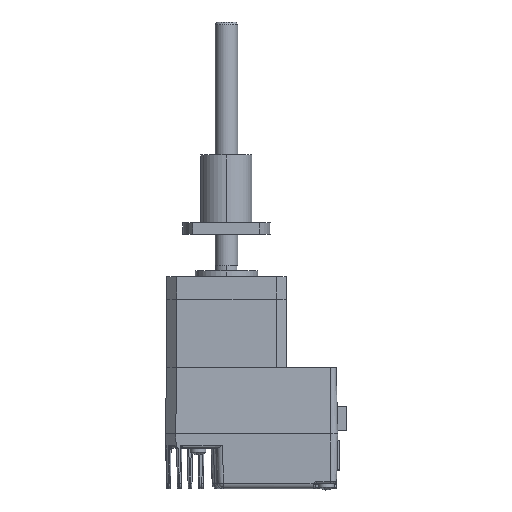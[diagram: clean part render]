
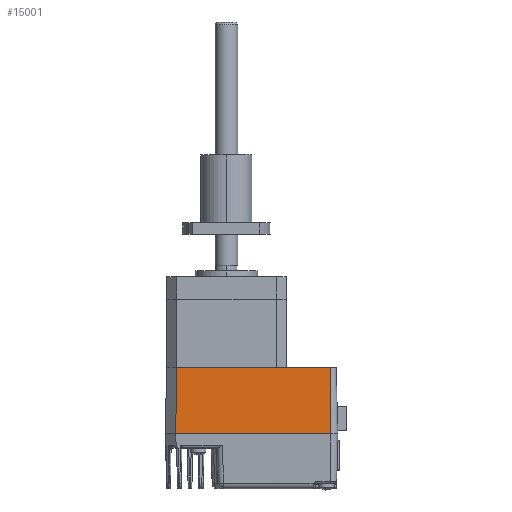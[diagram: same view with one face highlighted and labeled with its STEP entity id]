
A CAD part, top view. The second image highlights one B-rep face of the part: STEP entity #15001.
In plain terms, the highlighted planar face has unit normal (0, 0.026, 1).
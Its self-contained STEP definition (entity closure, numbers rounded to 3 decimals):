
#314 = CARTESIAN_POINT ( 'NONE',  ( -14.336, -74.408, 76.265 ) ) ;
#555 = VECTOR ( 'NONE', #2527, 1000. ) ;
#1014 = LINE ( 'NONE', #13821, #555 ) ;
#2248 = CARTESIAN_POINT ( 'NONE',  ( -14.081, -50.908, 75.65 ) ) ;
#2265 = CARTESIAN_POINT ( 'NONE',  ( 40.319, -74.408, 76.265 ) ) ;
#2446 = CARTESIAN_POINT ( 'NONE',  ( -14.081, -50.908, 75.65 ) ) ;
#2527 = DIRECTION ( 'NONE',  ( -0.011, -1., 0.026 ) ) ;
#3072 = ORIENTED_EDGE ( 'NONE', *, *, #12435, .T. ) ;
#4306 = LINE ( 'NONE', #9488, #18143 ) ;
#4375 = CARTESIAN_POINT ( 'NONE',  ( 40.319, -50.908, 75.65 ) ) ;
#4586 = VERTEX_POINT ( 'NONE', #4375 ) ;
#5421 = AXIS2_PLACEMENT_3D ( 'NONE', #2248, #17719, #13434 ) ;
#5576 = EDGE_CURVE ( 'NONE', #11330, #5745, #10722, .T. ) ;
#5745 = VERTEX_POINT ( 'NONE', #2265 ) ;
#5807 = VERTEX_POINT ( 'NONE', #2446 ) ;
#6011 = ORIENTED_EDGE ( 'NONE', *, *, #11179, .T. ) ;
#6321 = ORIENTED_EDGE ( 'NONE', *, *, #5576, .T. ) ;
#6924 = FACE_OUTER_BOUND ( 'NONE', #13588, .T. ) ;
#7772 = CARTESIAN_POINT ( 'NONE',  ( -14.081, -74.408, 76.265 ) ) ;
#7931 = PLANE ( 'NONE',  #5421 ) ;
#9488 = CARTESIAN_POINT ( 'NONE',  ( -14.081, -50.908, 75.65 ) ) ;
#10722 = LINE ( 'NONE', #7772, #11376 ) ;
#10931 = DIRECTION ( 'NONE',  ( -1., 0., 0. ) ) ;
#11081 = VECTOR ( 'NONE', #15746, 1000. ) ;
#11179 = EDGE_CURVE ( 'NONE', #5807, #11330, #1014, .T. ) ;
#11295 = EDGE_CURVE ( 'NONE', #5745, #4586, #16389, .T. ) ;
#11330 = VERTEX_POINT ( 'NONE', #314 ) ;
#11376 = VECTOR ( 'NONE', #13202, 1000. ) ;
#12435 = EDGE_CURVE ( 'NONE', #4586, #5807, #4306, .T. ) ;
#12891 = CARTESIAN_POINT ( 'NONE',  ( 40.319, -50.908, 75.65 ) ) ;
#13202 = DIRECTION ( 'NONE',  ( 1., 0., 0. ) ) ;
#13434 = DIRECTION ( 'NONE',  ( 0., -1., 0.026 ) ) ;
#13588 = EDGE_LOOP ( 'NONE', ( #3072, #6011, #6321, #18031 ) ) ;
#13821 = CARTESIAN_POINT ( 'NONE',  ( -14.081, -50.908, 75.65 ) ) ;
#15001 = ADVANCED_FACE ( 'NONE', ( #6924 ), #7931, .T. ) ;
#15746 = DIRECTION ( 'NONE',  ( 0., 1., -0.026 ) ) ;
#16389 = LINE ( 'NONE', #12891, #11081 ) ;
#17719 = DIRECTION ( 'NONE',  ( 0., 0.026, 1. ) ) ;
#18031 = ORIENTED_EDGE ( 'NONE', *, *, #11295, .T. ) ;
#18143 = VECTOR ( 'NONE', #10931, 1000. ) ;
